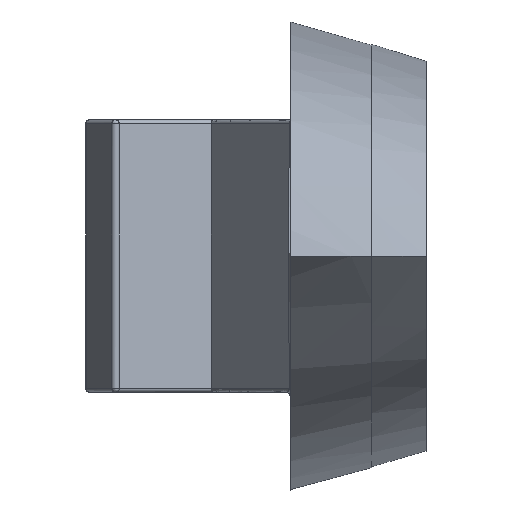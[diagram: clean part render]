
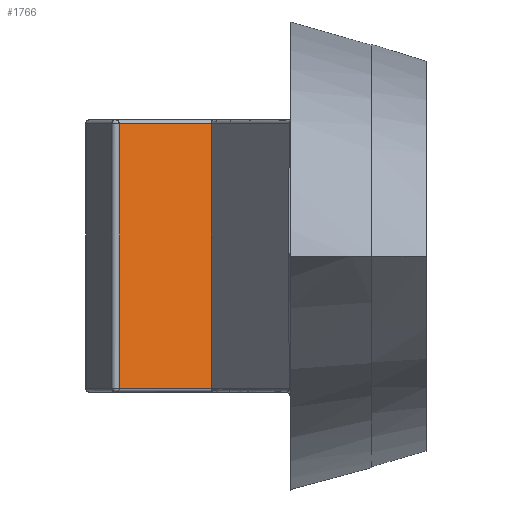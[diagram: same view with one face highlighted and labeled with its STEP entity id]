
A CAD part, left-side view. The second image highlights one B-rep face of the part: STEP entity #1766.
In plain terms, the highlighted free-form (B-spline) face has degree [1, 1] with [2, 2] control points.
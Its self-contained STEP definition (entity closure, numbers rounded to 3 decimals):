
#1766 = ADVANCED_FACE('',(#1767),#1797,.T.);
#1767 = FACE_BOUND('',#1768,.T.);
#1768 = EDGE_LOOP('',(#1769,#1778,#1785,#1792));
#1769 = ORIENTED_EDGE('',*,*,#1770,.T.);
#1770 = EDGE_CURVE('',#1771,#1773,#1775,.T.);
#1771 = VERTEX_POINT('',#1772);
#1772 = CARTESIAN_POINT('',(-23.865,24.064,
    82.715));
#1773 = VERTEX_POINT('',#1774);
#1774 = CARTESIAN_POINT('',(-11.112,-6.146,
    82.715));
#1775 = B_SPLINE_CURVE_WITH_KNOTS('',1,(#1776,#1777),.UNSPECIFIED.,.F.,
  .F.,(2,2),(0.,39.049),.PIECEWISE_BEZIER_KNOTS.);
#1776 = CARTESIAN_POINT('',(-23.865,24.064,
    82.715));
#1777 = CARTESIAN_POINT('',(-11.112,-6.146,
    82.715));
#1778 = ORIENTED_EDGE('',*,*,#1779,.T.);
#1779 = EDGE_CURVE('',#1773,#1780,#1782,.T.);
#1780 = VERTEX_POINT('',#1781);
#1781 = CARTESIAN_POINT('',(-11.112,-6.146,
    1.26));
#1782 = B_SPLINE_CURVE_WITH_KNOTS('',1,(#1783,#1784),.UNSPECIFIED.,.F.,
  .F.,(2,2),(0.,97.),.PIECEWISE_BEZIER_KNOTS.);
#1783 = CARTESIAN_POINT('',(-11.112,-6.146,
    82.715));
#1784 = CARTESIAN_POINT('',(-11.112,-6.146,
    1.26));
#1785 = ORIENTED_EDGE('',*,*,#1786,.T.);
#1786 = EDGE_CURVE('',#1780,#1787,#1789,.T.);
#1787 = VERTEX_POINT('',#1788);
#1788 = CARTESIAN_POINT('',(-23.865,24.064,
    1.26));
#1789 = B_SPLINE_CURVE_WITH_KNOTS('',1,(#1790,#1791),.UNSPECIFIED.,.F.,
  .F.,(2,2),(0.,39.049),.PIECEWISE_BEZIER_KNOTS.);
#1790 = CARTESIAN_POINT('',(-11.112,-6.146,
    1.26));
#1791 = CARTESIAN_POINT('',(-23.865,24.064,
    1.26));
#1792 = ORIENTED_EDGE('',*,*,#1793,.T.);
#1793 = EDGE_CURVE('',#1787,#1771,#1794,.T.);
#1794 = B_SPLINE_CURVE_WITH_KNOTS('',1,(#1795,#1796),.UNSPECIFIED.,.F.,
  .F.,(2,2),(0.,97.),.PIECEWISE_BEZIER_KNOTS.);
#1795 = CARTESIAN_POINT('',(-23.865,24.064,
    1.26));
#1796 = CARTESIAN_POINT('',(-23.865,24.064,
    82.715));
#1797 = B_SPLINE_SURFACE_WITH_KNOTS('',1,1,(
    (#1798,#1799)
    ,(#1800,#1801
    )),.UNSPECIFIED.,.F.,.F.,.F.,(2,2),(2,2),(0.,1.),(0.,1.),
  .PIECEWISE_BEZIER_KNOTS.);
#1798 = CARTESIAN_POINT('',(-11.112,-6.146,
    1.26));
#1799 = CARTESIAN_POINT('',(-11.112,-6.146,
    82.715));
#1800 = CARTESIAN_POINT('',(-23.865,24.064,
    1.26));
#1801 = CARTESIAN_POINT('',(-23.865,24.064,
    82.715));
